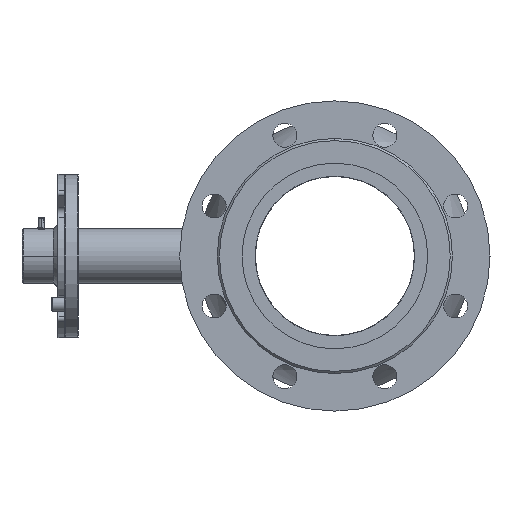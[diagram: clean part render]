
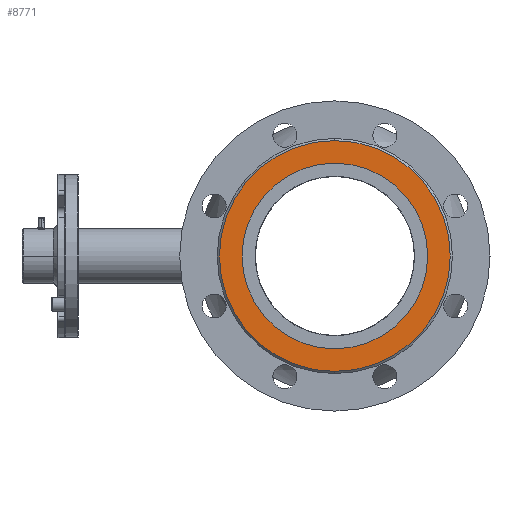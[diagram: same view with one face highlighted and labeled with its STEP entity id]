
A CAD part, left-side view. The second image highlights one B-rep face of the part: STEP entity #8771.
In plain terms, the highlighted planar face has unit normal (-1, 0, 0).
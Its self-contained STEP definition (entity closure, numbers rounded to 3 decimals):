
#230 = DIRECTION ( 'NONE',  ( 0., 0., -1. ) ) ;
#380 = AXIS2_PLACEMENT_3D ( 'NONE', #13820, #9953, #7529 ) ;
#702 = EDGE_CURVE ( 'NONE', #13206, #4352, #10967, .T. ) ;
#1006 = EDGE_LOOP ( 'NONE', ( #2440, #2263 ) ) ;
#1617 = EDGE_LOOP ( 'NONE', ( #2980, #10293 ) ) ;
#2263 = ORIENTED_EDGE ( 'NONE', *, *, #3948, .T. ) ;
#2440 = ORIENTED_EDGE ( 'NONE', *, *, #14193, .T. ) ;
#2484 = AXIS2_PLACEMENT_3D ( 'NONE', #6340, #8917, #230 ) ;
#2962 = CIRCLE ( 'NONE', #380, 85.25 ) ;
#2980 = ORIENTED_EDGE ( 'NONE', *, *, #702, .F. ) ;
#3948 = EDGE_CURVE ( 'NONE', #13790, #10913, #10217, .T. ) ;
#4143 = FACE_BOUND ( 'NONE', #1617, .T. ) ;
#4352 = VERTEX_POINT ( 'NONE', #8934 ) ;
#4797 = CARTESIAN_POINT ( 'NONE',  ( -175., 0., -85.25 ) ) ;
#6340 = CARTESIAN_POINT ( 'NONE',  ( -175., 0., 0. ) ) ;
#6541 = CIRCLE ( 'NONE', #13756, 106. ) ;
#6946 = CARTESIAN_POINT ( 'NONE',  ( -175., 0., -106. ) ) ;
#7232 = CARTESIAN_POINT ( 'NONE',  ( -175., 0., 106. ) ) ;
#7505 = DIRECTION ( 'NONE',  ( -1., 0., 0. ) ) ;
#7529 = DIRECTION ( 'NONE',  ( 0., 0., -1. ) ) ;
#7823 = CARTESIAN_POINT ( 'NONE',  ( -175., 0., 0. ) ) ;
#8771 = ADVANCED_FACE ( 'NONE', ( #4143, #13733 ), #10189, .F. ) ;
#8917 = DIRECTION ( 'NONE',  ( -1., 0., 0. ) ) ;
#8934 = CARTESIAN_POINT ( 'NONE',  ( -175., 0., 85.25 ) ) ;
#9055 = DIRECTION ( 'NONE',  ( 1., 0., 0. ) ) ;
#9425 = AXIS2_PLACEMENT_3D ( 'NONE', #10109, #9055, #13970 ) ;
#9953 = DIRECTION ( 'NONE',  ( -1., 0., 0. ) ) ;
#10109 = CARTESIAN_POINT ( 'NONE',  ( -175., -106., 0. ) ) ;
#10189 = PLANE ( 'NONE',  #9425 ) ;
#10217 = CIRCLE ( 'NONE', #10983, 106. ) ;
#10293 = ORIENTED_EDGE ( 'NONE', *, *, #14889, .F. ) ;
#10913 = VERTEX_POINT ( 'NONE', #7232 ) ;
#10961 = DIRECTION ( 'NONE',  ( -1., 0., 0. ) ) ;
#10967 = CIRCLE ( 'NONE', #2484, 85.25 ) ;
#10983 = AXIS2_PLACEMENT_3D ( 'NONE', #7823, #7505, #15230 ) ;
#12163 = DIRECTION ( 'NONE',  ( 0., 0., -1. ) ) ;
#13206 = VERTEX_POINT ( 'NONE', #4797 ) ;
#13733 = FACE_OUTER_BOUND ( 'NONE', #1006, .T. ) ;
#13756 = AXIS2_PLACEMENT_3D ( 'NONE', #15787, #10961, #12163 ) ;
#13790 = VERTEX_POINT ( 'NONE', #6946 ) ;
#13820 = CARTESIAN_POINT ( 'NONE',  ( -175., 0., 0. ) ) ;
#13970 = DIRECTION ( 'NONE',  ( 0., 0., 1. ) ) ;
#14193 = EDGE_CURVE ( 'NONE', #10913, #13790, #6541, .T. ) ;
#14889 = EDGE_CURVE ( 'NONE', #4352, #13206, #2962, .T. ) ;
#15230 = DIRECTION ( 'NONE',  ( 0., 0., -1. ) ) ;
#15787 = CARTESIAN_POINT ( 'NONE',  ( -175., 0., 0. ) ) ;
